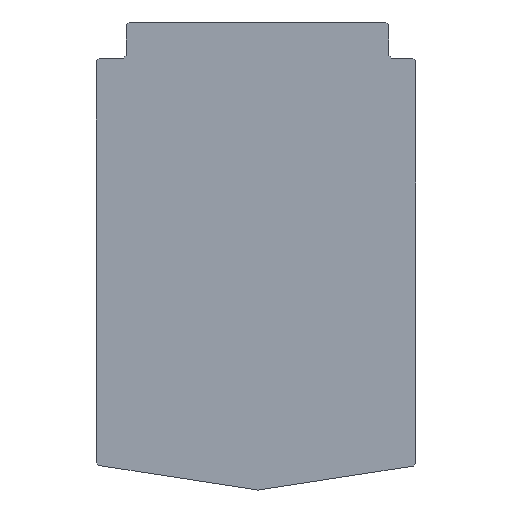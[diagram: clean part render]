
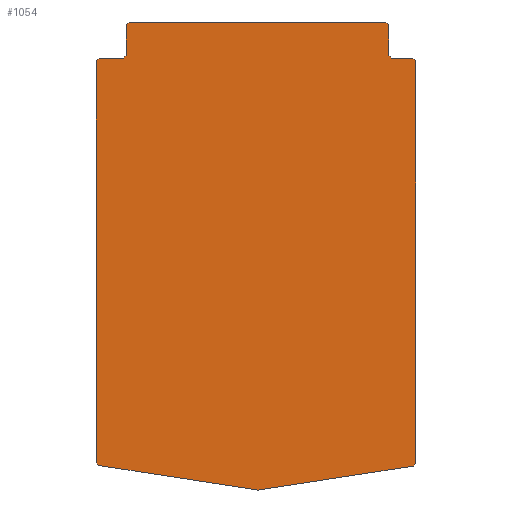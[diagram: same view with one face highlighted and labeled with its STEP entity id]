
A CAD part, left-side view. The second image highlights one B-rep face of the part: STEP entity #1054.
In plain terms, the highlighted planar face has unit normal (-1, 0, 0).
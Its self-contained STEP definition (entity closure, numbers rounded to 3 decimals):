
#476=CARTESIAN_POINT('',(0.0,22.436,3.798));
#477=VERTEX_POINT('',#476);
#478=CARTESIAN_POINT('',(0.,22.436,59.591));
#479=VERTEX_POINT('',#478);
#480=CARTESIAN_POINT('',(0.,22.436,3.798));
#481=DIRECTION('',(0.0,0.0,1.0));
#482=VECTOR('',#481,55.793);
#483=LINE('',#480,#482);
#484=EDGE_CURVE('',#477,#479,#483,.T.);
#516=CARTESIAN_POINT('',(0.,22.036,59.99));
#517=VERTEX_POINT('',#516);
#518=CARTESIAN_POINT('',(0.,22.436,59.591));
#519=DIRECTION('',(0.,-0.708,0.706));
#520=VECTOR('',#519,0.566);
#521=LINE('',#518,#520);
#522=EDGE_CURVE('',#479,#517,#521,.T.);
#547=CARTESIAN_POINT('',(0.,18.696,59.99));
#548=VERTEX_POINT('',#547);
#549=CARTESIAN_POINT('',(0.,22.036,59.99));
#550=DIRECTION('',(0.0,-1.0,0.0));
#551=VECTOR('',#550,3.34);
#552=LINE('',#549,#551);
#553=EDGE_CURVE('',#517,#548,#552,.T.);
#578=CARTESIAN_POINT('',(0.,18.296,60.391));
#579=VERTEX_POINT('',#578);
#580=CARTESIAN_POINT('',(0.,18.696,59.99));
#581=DIRECTION('',(0.,-0.706,0.708));
#582=VECTOR('',#581,0.567);
#583=LINE('',#580,#582);
#584=EDGE_CURVE('',#548,#579,#583,.T.);
#609=CARTESIAN_POINT('',(0.,18.296,64.591));
#610=VERTEX_POINT('',#609);
#611=CARTESIAN_POINT('',(0.,18.296,60.391));
#612=DIRECTION('',(0.0,0.0,1.0));
#613=VECTOR('',#612,4.2);
#614=LINE('',#611,#613);
#615=EDGE_CURVE('',#579,#610,#614,.T.);
#640=CARTESIAN_POINT('',(0.,17.896,64.991));
#641=VERTEX_POINT('',#640);
#642=CARTESIAN_POINT('',(0.,18.296,64.591));
#643=DIRECTION('',(0.,-0.708,0.706));
#644=VECTOR('',#643,0.566);
#645=LINE('',#642,#644);
#646=EDGE_CURVE('',#610,#641,#645,.T.);
#671=CARTESIAN_POINT('',(0.,-17.744,64.991));
#672=VERTEX_POINT('',#671);
#673=CARTESIAN_POINT('',(0.,17.896,64.991));
#674=DIRECTION('',(0.0,-1.0,0.0));
#675=VECTOR('',#674,35.64);
#676=LINE('',#673,#675);
#677=EDGE_CURVE('',#641,#672,#676,.T.);
#702=CARTESIAN_POINT('',(0.,-18.144,64.591));
#703=VERTEX_POINT('',#702);
#704=CARTESIAN_POINT('',(0.,-17.744,64.991));
#705=DIRECTION('',(0.,-0.708,-0.706));
#706=VECTOR('',#705,0.566);
#707=LINE('',#704,#706);
#708=EDGE_CURVE('',#672,#703,#707,.T.);
#733=CARTESIAN_POINT('',(0.,-18.144,60.391));
#734=VERTEX_POINT('',#733);
#735=CARTESIAN_POINT('',(0.,-18.144,64.591));
#736=DIRECTION('',(0.0,0.0,-1.0));
#737=VECTOR('',#736,4.2);
#738=LINE('',#735,#737);
#739=EDGE_CURVE('',#703,#734,#738,.T.);
#764=CARTESIAN_POINT('',(0.,-18.544,59.99));
#765=VERTEX_POINT('',#764);
#766=CARTESIAN_POINT('',(0.,-18.144,60.391));
#767=DIRECTION('',(0.,-0.706,-0.708));
#768=VECTOR('',#767,0.566);
#769=LINE('',#766,#768);
#770=EDGE_CURVE('',#734,#765,#769,.T.);
#795=CARTESIAN_POINT('',(0.,-21.484,59.99));
#796=VERTEX_POINT('',#795);
#797=CARTESIAN_POINT('',(0.,-18.544,59.99));
#798=DIRECTION('',(0.0,-1.0,0.0));
#799=VECTOR('',#798,2.94);
#800=LINE('',#797,#799);
#801=EDGE_CURVE('',#765,#796,#800,.T.);
#826=CARTESIAN_POINT('',(0.,-21.884,59.591));
#827=VERTEX_POINT('',#826);
#828=CARTESIAN_POINT('',(0.,-21.484,59.99));
#829=DIRECTION('',(0.,-0.708,-0.706));
#830=VECTOR('',#829,0.566);
#831=LINE('',#828,#830);
#832=EDGE_CURVE('',#796,#827,#831,.T.);
#857=CARTESIAN_POINT('',(0.0,-21.884,3.714));
#858=VERTEX_POINT('',#857);
#859=CARTESIAN_POINT('',(0.,-21.884,59.591));
#860=DIRECTION('',(0.0,0.0,-1.0));
#861=VECTOR('',#860,55.877);
#862=LINE('',#859,#861);
#863=EDGE_CURVE('',#827,#858,#862,.T.);
#888=CARTESIAN_POINT('',(0.0,-21.545,3.318));
#889=VERTEX_POINT('',#888);
#890=CARTESIAN_POINT('',(0.,-21.884,3.714));
#891=DIRECTION('',(0.,0.651,-0.759));
#892=VECTOR('',#891,0.521);
#893=LINE('',#890,#892);
#894=EDGE_CURVE('',#858,#889,#893,.T.);
#919=CARTESIAN_POINT('',(0.0,-0.061,0.0));
#920=VERTEX_POINT('',#919);
#921=CARTESIAN_POINT('',(0.,-21.545,3.318));
#922=DIRECTION('',(0.,0.988,-0.153));
#923=VECTOR('',#922,21.739);
#924=LINE('',#921,#923);
#925=EDGE_CURVE('',#889,#920,#924,.T.);
#950=CARTESIAN_POINT('',(0.0,0.061,0.0));
#951=VERTEX_POINT('',#950);
#952=CARTESIAN_POINT('',(0.0,-0.061,0.0));
#953=DIRECTION('',(0.0,1.0,0.0));
#954=VECTOR('',#953,0.122);
#955=LINE('',#952,#954);
#956=EDGE_CURVE('',#920,#951,#955,.T.);
#981=CARTESIAN_POINT('',(0.0,22.097,3.404));
#982=VERTEX_POINT('',#981);
#983=CARTESIAN_POINT('',(0.,0.061,0.));
#984=DIRECTION('',(0.,0.988,0.153));
#985=VECTOR('',#984,22.298);
#986=LINE('',#983,#985);
#987=EDGE_CURVE('',#951,#982,#986,.T.);
#1012=CARTESIAN_POINT('',(0.,22.097,3.404));
#1013=DIRECTION('',(0.,0.652,0.758));
#1014=VECTOR('',#1013,0.52);
#1015=LINE('',#1012,#1014);
#1016=EDGE_CURVE('',#982,#477,#1015,.T.);
#1029=CARTESIAN_POINT('',(0.0,0.258,33.439));
#1030=DIRECTION('',(-1.0,0.0,0.0));
#1031=DIRECTION('',(0.0,0.0,1.0));
#1032=AXIS2_PLACEMENT_3D('',#1029,#1030,#1031);
#1033=PLANE('',#1032);
#1034=ORIENTED_EDGE('',*,*,#484,.F.);
#1035=ORIENTED_EDGE('',*,*,#1016,.F.);
#1036=ORIENTED_EDGE('',*,*,#987,.F.);
#1037=ORIENTED_EDGE('',*,*,#956,.F.);
#1038=ORIENTED_EDGE('',*,*,#925,.F.);
#1039=ORIENTED_EDGE('',*,*,#894,.F.);
#1040=ORIENTED_EDGE('',*,*,#863,.F.);
#1041=ORIENTED_EDGE('',*,*,#832,.F.);
#1042=ORIENTED_EDGE('',*,*,#801,.F.);
#1043=ORIENTED_EDGE('',*,*,#770,.F.);
#1044=ORIENTED_EDGE('',*,*,#739,.F.);
#1045=ORIENTED_EDGE('',*,*,#708,.F.);
#1046=ORIENTED_EDGE('',*,*,#677,.F.);
#1047=ORIENTED_EDGE('',*,*,#646,.F.);
#1048=ORIENTED_EDGE('',*,*,#615,.F.);
#1049=ORIENTED_EDGE('',*,*,#584,.F.);
#1050=ORIENTED_EDGE('',*,*,#553,.F.);
#1051=ORIENTED_EDGE('',*,*,#522,.F.);
#1052=EDGE_LOOP('',(#1034,#1035,#1036,#1037,#1038,#1039,#1040,#1041,#1042,#1043,#1044,#1045,#1046,#1047,#1048,#1049,#1050,#1051));
#1053=FACE_OUTER_BOUND('',#1052,.T.);
#1054=ADVANCED_FACE('',(#1053),#1033,.T.);
